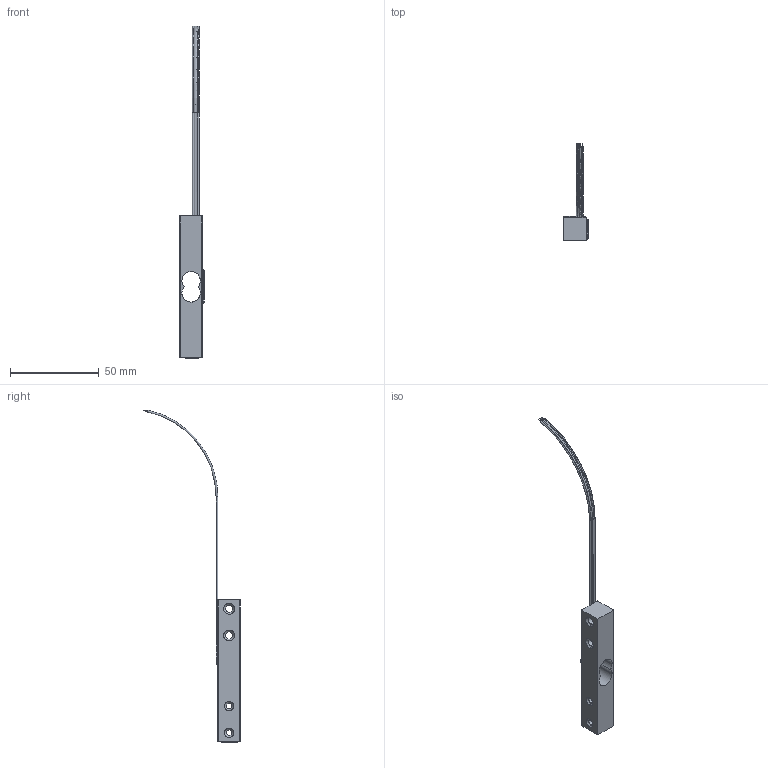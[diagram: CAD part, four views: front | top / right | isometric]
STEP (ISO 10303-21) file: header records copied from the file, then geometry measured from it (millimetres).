
FILE_DESCRIPTION (( 'STEP AP203' ), '1' );
FILE_NAME ('Sensor de carga 5 kgf_Predeterminado_sldprt.STEP', '2022-06-22T18:55:33', ( '' ), ( '' ), 'SwSTEP 2.0', 'SolidWorks 2022', '' );
FILE_SCHEMA (( 'CONFIG_CONTROL_DESIGN' ));
Length unit declared in the file: millimetre
Products named in the file (1): Sensor de carga 5 kgf_Predeterminado_sldprt
Bounding box: 13.7 x 54.5 x 187 mm (x, y, z)
Surface area: 7071.8 mm2 (no closed solid volume)
Topology: 0 solids, 2 shells, 298 faces, 771 edges, 490 vertices
Faces by surface type: plane 115, cylinder 75, bspline 67, torus 24, cone 16, sphere 1
Entity records: 11203 total; most frequent: CARTESIAN_POINT 5483, ORIENTED_EDGE 1532, EDGE_CURVE 770, B_SPLINE_CURVE_WITH_KNOTS 704, DIRECTION 536, VERTEX_POINT 490, EDGE_LOOP 323, ADVANCED_FACE 298
